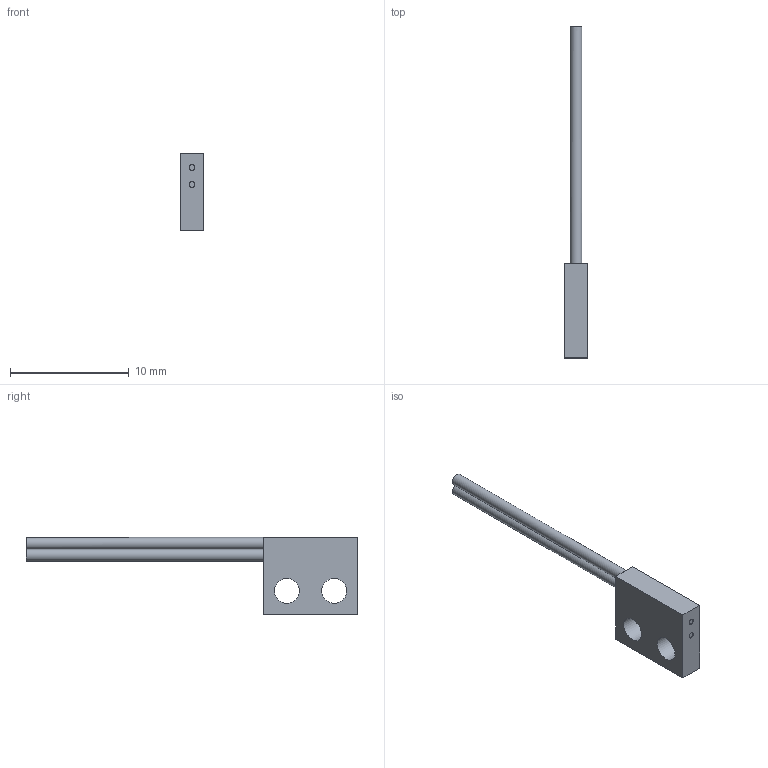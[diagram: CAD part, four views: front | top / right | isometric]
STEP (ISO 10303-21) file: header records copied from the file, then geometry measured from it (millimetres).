
FILE_DESCRIPTION(/* description */ (''),/* implementation_level */ '2;1');
FILE_NAME(/* name */ 'EX-FD44.stp',/* time_stamp */ '2023-04-10T10:16:25+08:00',/* author */ (''),/* organization */ (''),/* preprocessor_version */ 'ST-DEVELOPER v16.7',/* originating_system */ 'SIEMENS PLM Software NX 12.0',/* authorisation */ '');
FILE_SCHEMA (('AUTOMOTIVE_DESIGN { 1 0 10303 214 3 1 1 1 }'));
Length unit declared in the file: millimetre
Products named in the file (1): EX-FD44
Bounding box: 2 x 28 x 6.5 mm (x, y, z)
Volume: 121.5 mm3; surface area: 294.7 mm2
Topology: 1 solids, 1 shells, 15 faces, 32 edges, 21 vertices
Faces by surface type: plane 9, cylinder 6
Full cylindrical faces by diameter (mm): 0.5 x2, 2.1 x2
Entity records: 423 total; most frequent: DIRECTION 73, CARTESIAN_POINT 65, ORIENTED_EDGE 56, AXIS2_PLACEMENT_3D 29, EDGE_CURVE 28, EDGE_LOOP 25, VERTEX_POINT 21, FACE_BOUND 17
